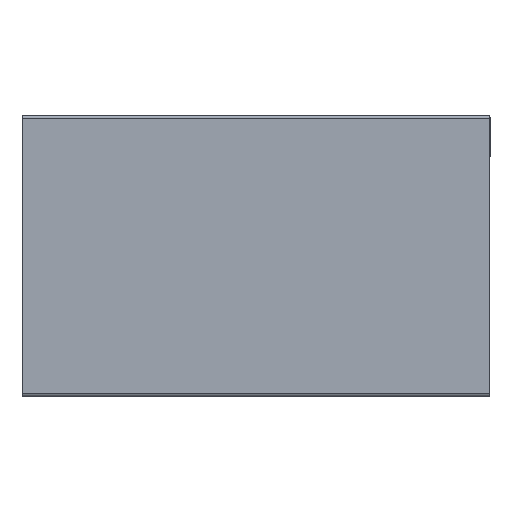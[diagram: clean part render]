
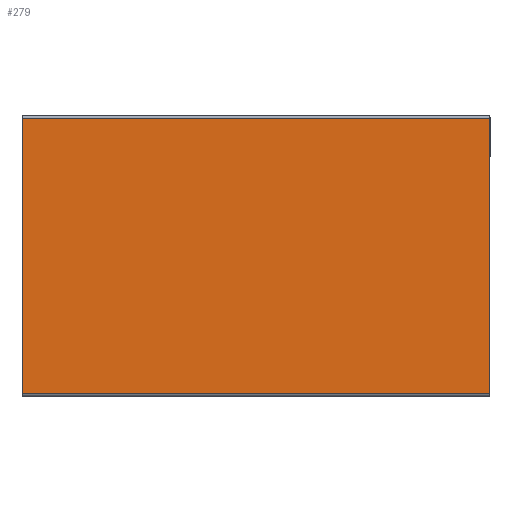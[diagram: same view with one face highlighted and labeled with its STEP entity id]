
A CAD part, top view. The second image highlights one B-rep face of the part: STEP entity #279.
In plain terms, the highlighted planar face has unit normal (0, 0, 1).
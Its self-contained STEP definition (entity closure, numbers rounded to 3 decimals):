
#17 = VECTOR ( 'NONE', #118, 1000. ) ;
#118 = DIRECTION ( 'NONE',  ( 0., 1., 0. ) ) ;
#132 = EDGE_LOOP ( 'NONE', ( #2112, #2321, #1050, #1973 ) ) ;
#279 = ADVANCED_FACE ( 'NONE', ( #358 ), #328, .F. ) ;
#328 = PLANE ( 'NONE',  #1503 ) ;
#351 = VERTEX_POINT ( 'NONE', #1734 ) ;
#358 = FACE_OUTER_BOUND ( 'NONE', #132, .T. ) ;
#396 = DIRECTION ( 'NONE',  ( -1., 0., 0. ) ) ;
#519 = DIRECTION ( 'NONE',  ( 1., 0., 0. ) ) ;
#570 = VERTEX_POINT ( 'NONE', #2434 ) ;
#840 = DIRECTION ( 'NONE',  ( -1., 0., 0. ) ) ;
#1035 = VERTEX_POINT ( 'NONE', #1826 ) ;
#1050 = ORIENTED_EDGE ( 'NONE', *, *, #1790, .T. ) ;
#1054 = VECTOR ( 'NONE', #1299, 1000. ) ;
#1101 = VECTOR ( 'NONE', #519, 1000. ) ;
#1228 = CARTESIAN_POINT ( 'NONE',  ( 0., 0., 0. ) ) ;
#1233 = EDGE_CURVE ( 'NONE', #2245, #570, #1718, .T. ) ;
#1272 = DIRECTION ( 'NONE',  ( 0., 0., -1. ) ) ;
#1299 = DIRECTION ( 'NONE',  ( 0., -1., 0. ) ) ;
#1435 = EDGE_CURVE ( 'NONE', #351, #1035, #1517, .T. ) ;
#1503 = AXIS2_PLACEMENT_3D ( 'NONE', #1228, #1272, #840 ) ;
#1517 = LINE ( 'NONE', #1554, #1054 ) ;
#1531 = CARTESIAN_POINT ( 'NONE',  ( 500., -294., 0. ) ) ;
#1554 = CARTESIAN_POINT ( 'NONE',  ( -500., -300., 0. ) ) ;
#1579 = VECTOR ( 'NONE', #396, 1000. ) ;
#1704 = CARTESIAN_POINT ( 'NONE',  ( 500., -300., 0. ) ) ;
#1718 = LINE ( 'NONE', #1704, #17 ) ;
#1734 = CARTESIAN_POINT ( 'NONE',  ( -500., 294., 0. ) ) ;
#1790 = EDGE_CURVE ( 'NONE', #1035, #2245, #2747, .T. ) ;
#1826 = CARTESIAN_POINT ( 'NONE',  ( -500., -294., 0. ) ) ;
#1973 = ORIENTED_EDGE ( 'NONE', *, *, #1233, .T. ) ;
#2048 = CARTESIAN_POINT ( 'NONE',  ( -500., -294., 0. ) ) ;
#2112 = ORIENTED_EDGE ( 'NONE', *, *, #2510, .T. ) ;
#2155 = CARTESIAN_POINT ( 'NONE',  ( 500., 294., 0. ) ) ;
#2205 = LINE ( 'NONE', #2155, #1579 ) ;
#2245 = VERTEX_POINT ( 'NONE', #1531 ) ;
#2321 = ORIENTED_EDGE ( 'NONE', *, *, #1435, .T. ) ;
#2434 = CARTESIAN_POINT ( 'NONE',  ( 500., 294., 0. ) ) ;
#2510 = EDGE_CURVE ( 'NONE', #570, #351, #2205, .T. ) ;
#2747 = LINE ( 'NONE', #2048, #1101 ) ;
